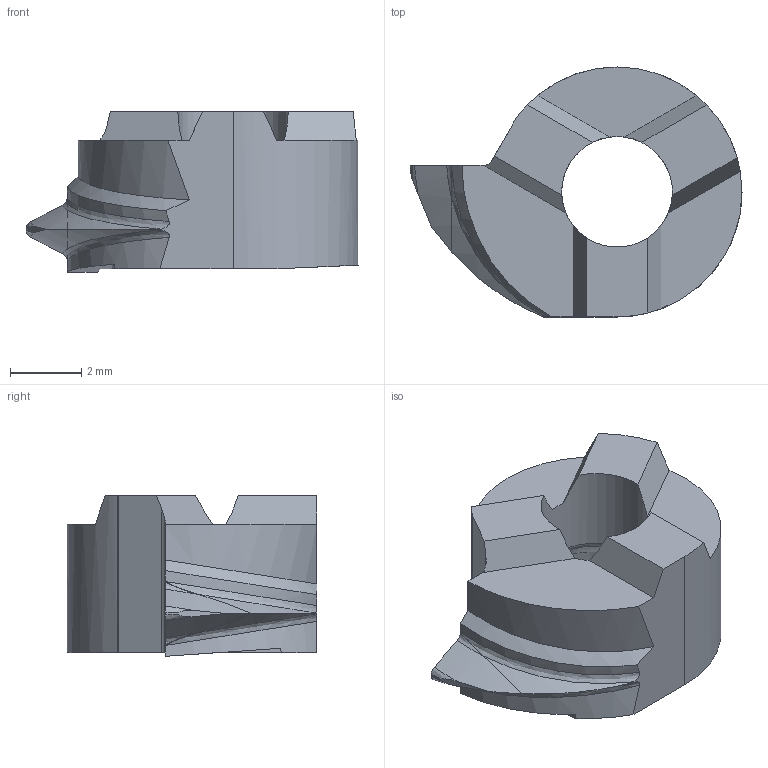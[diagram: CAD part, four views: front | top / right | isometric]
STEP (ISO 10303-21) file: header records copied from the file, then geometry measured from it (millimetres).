
FILE_DESCRIPTION(/* description */ (''),/* implementation_level */ '2;1');
FILE_NAME(/* name */ '1589866684129.stp',/* time_stamp */ '2020-05-19T11:08:18+06:00',/* author */ (''),/* organization */ ('SMS'),/* preprocessor_version */ 'ST-DEVELOPER v16.7',/* originating_system */ 'SIEMENS PLM Software NX 12.0',/* authorisation */ '');
FILE_SCHEMA (('AUTOMOTIVE_DESIGN { 1 0 10303 214 3 1 1 1 }'));
Length unit declared in the file: millimetre
Products named in the file (1): 202728329mod000_00
Bounding box: 9.3 x 7 x 4.5 mm (x, y, z)
Volume: 122.8 mm3; surface area: 219.2 mm2
Topology: 2 solids, 2 shells, 46 faces, 128 edges, 87 vertices
Faces by surface type: plane 25, bspline 14, cylinder 5, torus 1, cone 1
Full cylindrical faces by diameter (mm): 3.1 x1, 4.5 x1
Entity records: 1875 total; most frequent: CARTESIAN_POINT 781, ORIENTED_EDGE 242, DIRECTION 182, EDGE_CURVE 121, VERTEX_POINT 81, AXIS2_PLACEMENT_3D 69, EDGE_LOOP 50, ADVANCED_FACE 46
